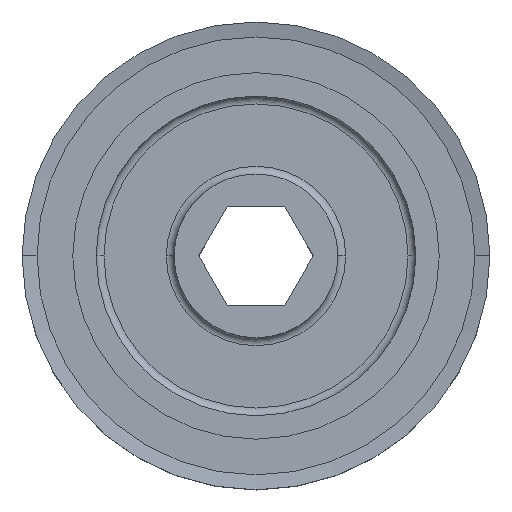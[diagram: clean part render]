
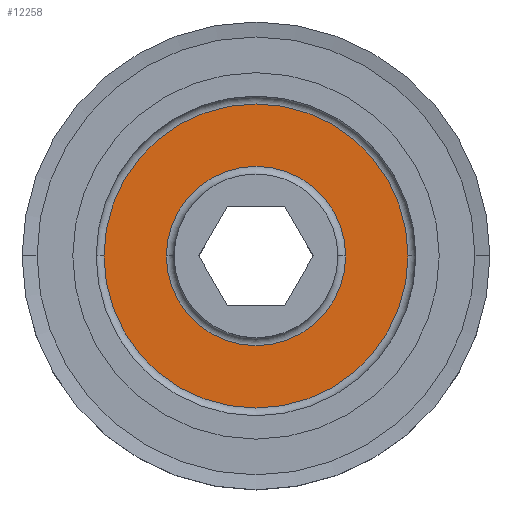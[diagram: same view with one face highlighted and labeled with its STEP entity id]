
A CAD part, top view. The second image highlights one B-rep face of the part: STEP entity #12258.
In plain terms, the highlighted planar face has unit normal (0, 0, 1).
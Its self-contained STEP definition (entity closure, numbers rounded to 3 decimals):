
#31 = EDGE_LOOP ( 'NONE', ( #17984, #13166 ) ) ;
#80 = CARTESIAN_POINT ( 'NONE',  ( 0., 0., 1.5 ) ) ;
#212 = EDGE_CURVE ( 'NONE', #14112, #18509, #20597, .T. ) ;
#440 = EDGE_CURVE ( 'NONE', #18509, #14112, #3747, .T. ) ;
#770 = CARTESIAN_POINT ( 'NONE',  ( 0., 0., 1.5 ) ) ;
#1345 = VERTEX_POINT ( 'NONE', #5345 ) ;
#1741 = DIRECTION ( 'NONE',  ( 1., 0., 0. ) ) ;
#1879 = ORIENTED_EDGE ( 'NONE', *, *, #440, .T. ) ;
#2176 = EDGE_CURVE ( 'NONE', #1345, #12055, #14115, .T. ) ;
#2820 = AXIS2_PLACEMENT_3D ( 'NONE', #11012, #14306, #4532 ) ;
#3051 = AXIS2_PLACEMENT_3D ( 'NONE', #19449, #18397, #12803 ) ;
#3747 = CIRCLE ( 'NONE', #3051, 11.5 ) ;
#4476 = PLANE ( 'NONE',  #2820 ) ;
#4532 = DIRECTION ( 'NONE',  ( 1., 0., 0. ) ) ;
#5345 = CARTESIAN_POINT ( 'NONE',  ( -19.5, 0., 1.5 ) ) ;
#5595 = CARTESIAN_POINT ( 'NONE',  ( 0., 0., 1.5 ) ) ;
#5911 = FACE_BOUND ( 'NONE', #19694, .T. ) ;
#6277 = DIRECTION ( 'NONE',  ( 1., 0., 0. ) ) ;
#6748 = AXIS2_PLACEMENT_3D ( 'NONE', #770, #15952, #6277 ) ;
#7766 = DIRECTION ( 'NONE',  ( 0., 0., 1. ) ) ;
#11012 = CARTESIAN_POINT ( 'NONE',  ( 0., 0., 1.5 ) ) ;
#11458 = DIRECTION ( 'NONE',  ( 0., 0., 1. ) ) ;
#12055 = VERTEX_POINT ( 'NONE', #16963 ) ;
#12258 = ADVANCED_FACE ( 'NONE', ( #5911, #14614 ), #4476, .T. ) ;
#12803 = DIRECTION ( 'NONE',  ( 1., 0., 0. ) ) ;
#13166 = ORIENTED_EDGE ( 'NONE', *, *, #2176, .T. ) ;
#13403 = CARTESIAN_POINT ( 'NONE',  ( 11.5, 0., 1.5 ) ) ;
#14004 = AXIS2_PLACEMENT_3D ( 'NONE', #5595, #7766, #17172 ) ;
#14112 = VERTEX_POINT ( 'NONE', #13403 ) ;
#14115 = CIRCLE ( 'NONE', #14004, 19.5 ) ;
#14306 = DIRECTION ( 'NONE',  ( 0., 0., 1. ) ) ;
#14614 = FACE_OUTER_BOUND ( 'NONE', #31, .T. ) ;
#15952 = DIRECTION ( 'NONE',  ( 0., 0., -1. ) ) ;
#16022 = AXIS2_PLACEMENT_3D ( 'NONE', #80, #11458, #1741 ) ;
#16963 = CARTESIAN_POINT ( 'NONE',  ( 19.5, 0., 1.5 ) ) ;
#17172 = DIRECTION ( 'NONE',  ( 1., 0., 0. ) ) ;
#17374 = EDGE_CURVE ( 'NONE', #12055, #1345, #20246, .T. ) ;
#17378 = ORIENTED_EDGE ( 'NONE', *, *, #212, .T. ) ;
#17984 = ORIENTED_EDGE ( 'NONE', *, *, #17374, .T. ) ;
#18397 = DIRECTION ( 'NONE',  ( 0., 0., -1. ) ) ;
#18509 = VERTEX_POINT ( 'NONE', #18546 ) ;
#18546 = CARTESIAN_POINT ( 'NONE',  ( -11.5, 0., 1.5 ) ) ;
#19449 = CARTESIAN_POINT ( 'NONE',  ( 0., 0., 1.5 ) ) ;
#19694 = EDGE_LOOP ( 'NONE', ( #17378, #1879 ) ) ;
#20246 = CIRCLE ( 'NONE', #16022, 19.5 ) ;
#20597 = CIRCLE ( 'NONE', #6748, 11.5 ) ;
